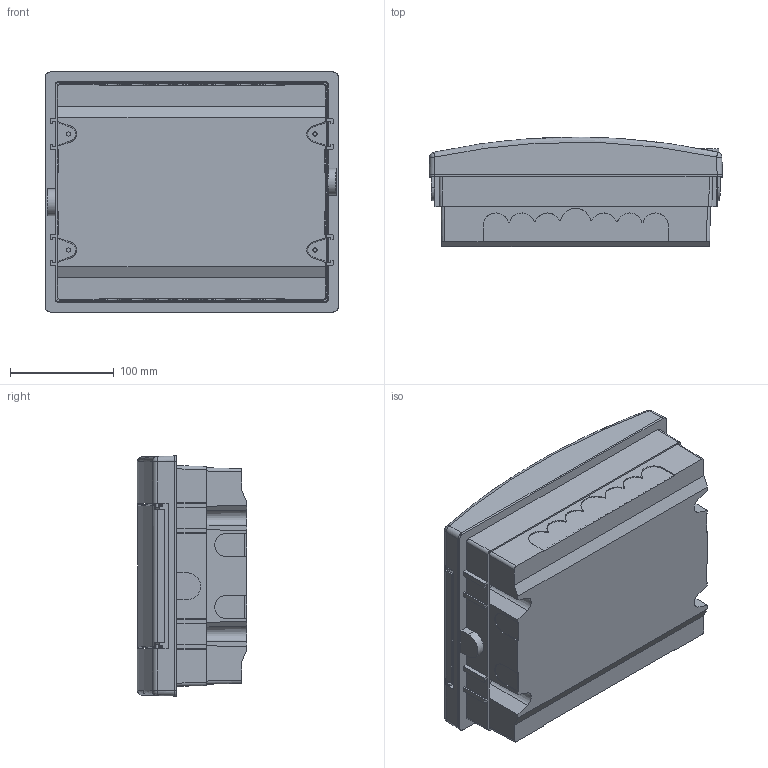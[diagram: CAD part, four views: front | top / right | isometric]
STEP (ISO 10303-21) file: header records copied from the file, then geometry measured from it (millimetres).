
FILE_DESCRIPTION((''),'2;1');
FILE_NAME('ECM_12_PT_OG_ASM','2021-02-19T',('marketing.praksa'),('Audax d.o.o.'),'CREO PARAMETRIC BY PTC INC, 2017480','CREO PARAMETRIC BY PTC INC, 2017480','');
FILE_SCHEMA(('AUTOMOTIVE_DESIGN { 1 0 10303 214 1 1 1 1 }'));
Length unit declared in the file: millimetre
Products named in the file (12): PIN_1_2_3_4; TH_12_ECM_RAIL; FRONT_ECM_12; BOTTOM_ECM_12; ETI_LOGO_1_2_3_4_5_6_7_1; ETI_LOGO_1_2_3_4_5_6_7_2; ETI_LOGO_1_2_3_4_5_6_7_3; ETI_LOGO_1_2_3_4_5_6_7_ASM; SCREW_M4X8_1_2_3_4_5_6; ECM_12_PT_MOD_ASM; PRT0123; ECM_12_PT_OG_ASM
Assembly tree (15 placements, depth 4):
  ECM_12_PT_OG_ASM
    ECM_12_PT_MOD_ASM
      PIN_1_2_3_4  x4
      TH_12_ECM_RAIL
      FRONT_ECM_12
      BOTTOM_ECM_12
      ETI_LOGO_1_2_3_4_5_6_7_ASM
        ETI_LOGO_1_2_3_4_5_6_7_1
        ETI_LOGO_1_2_3_4_5_6_7_2
        ETI_LOGO_1_2_3_4_5_6_7_3
      SCREW_M4X8_1_2_3_4_5_6  x2
    PRT0123
Bounding box: 283.57 x 105.8 x 231.75 mm (x, y, z)
Volume: 579317 mm3; surface area: 595001.9 mm2
Topology: 13 solids, 13 shells, 741 faces, 2044 edges, 1351 vertices
Faces by surface type: plane 449, cylinder 220, cone 30, torus 16, sphere 10, revolution 8, bspline 6, extrusion 2
Entity records: 34513 total; most frequent: CARTESIAN_POINT 5771, ORIENTED_EDGE 3788, DIRECTION 3530, PRESENTATION_STYLE_ASSIGNMENT 2590, STYLED_ITEM 2590, CURVE_STYLE 1904, EDGE_CURVE 1894, VECTOR 1270
